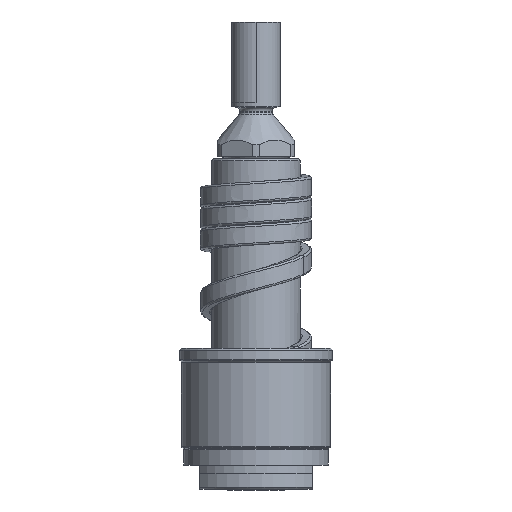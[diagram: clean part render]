
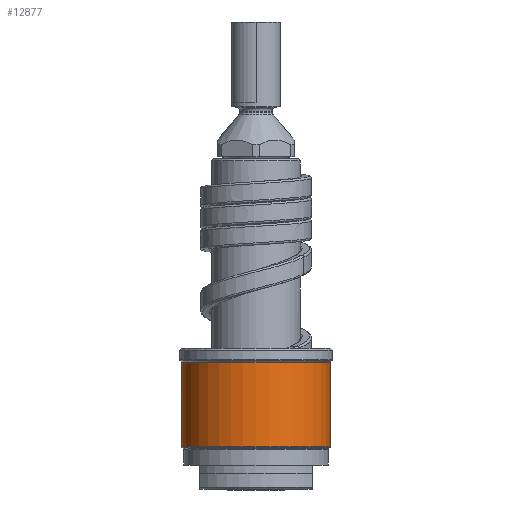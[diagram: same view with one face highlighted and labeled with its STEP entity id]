
A CAD part, front view. The second image highlights one B-rep face of the part: STEP entity #12877.
In plain terms, the highlighted cylindrical face has radius 18.5 mm (diameter 37 mm), a partial arc.
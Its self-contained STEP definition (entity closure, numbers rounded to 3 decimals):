
#4756=CARTESIAN_POINT('',(0.,0.,10.583));
#4757=DIRECTION('',(0.,0.,1.));
#4758=DIRECTION('',(-1.,0.,0.));
#4759=AXIS2_PLACEMENT_3D('',#4756,#4757,#4758);
#4761=DIRECTION('',(0.,0.,-1.));
#4762=VECTOR('',#4761,20.834);
#4763=CARTESIAN_POINT('',(-18.5,0.,31.417));
#4764=LINE('',#4763,#4762);
#4765=CARTESIAN_POINT('',(0.,0.,31.417));
#4766=DIRECTION('',(0.,0.,1.));
#4767=DIRECTION('',(-1.,0.,0.));
#4768=AXIS2_PLACEMENT_3D('',#4765,#4766,#4767);
#4770=DIRECTION('',(0.,0.,-1.));
#4771=VECTOR('',#4770,20.834);
#4772=CARTESIAN_POINT('',(18.5,0.,31.417));
#4773=LINE('',#4772,#4771);
#5432=CARTESIAN_POINT('',(18.5,0.,31.417));
#5433=CARTESIAN_POINT('',(-18.5,0.,31.417));
#5434=VERTEX_POINT('',#5432);
#5435=VERTEX_POINT('',#5433);
#5458=CARTESIAN_POINT('',(18.5,0.,10.583));
#5459=VERTEX_POINT('',#5458);
#5460=CARTESIAN_POINT('',(-18.5,0.,10.583));
#5461=VERTEX_POINT('',#5460);
#12863=CARTESIAN_POINT('',(0.,0.,8.75));
#12864=DIRECTION('',(0.,0.,1.));
#12865=DIRECTION('',(-1.,0.,0.));
#12866=AXIS2_PLACEMENT_3D('',#12863,#12864,#12865);
#12867=CYLINDRICAL_SURFACE('',#12866,18.5);
#12869=ORIENTED_EDGE('',*,*,#12868,.F.);
#12871=ORIENTED_EDGE('',*,*,#12870,.F.);
#12872=ORIENTED_EDGE('',*,*,#12853,.T.);
#12874=ORIENTED_EDGE('',*,*,#12873,.T.);
#12875=EDGE_LOOP('',(#12869,#12871,#12872,#12874));
#12876=FACE_OUTER_BOUND('',#12875,.F.);
#4760=CIRCLE('',#4759,18.5);
#4769=CIRCLE('',#4768,18.5);
#12853=EDGE_CURVE('',#5435,#5434,#4769,.T.);
#12868=EDGE_CURVE('',#5461,#5459,#4760,.T.);
#12870=EDGE_CURVE('',#5435,#5461,#4764,.T.);
#12873=EDGE_CURVE('',#5434,#5459,#4773,.T.);
#12877=ADVANCED_FACE('',(#12876),#12867,.T.);
